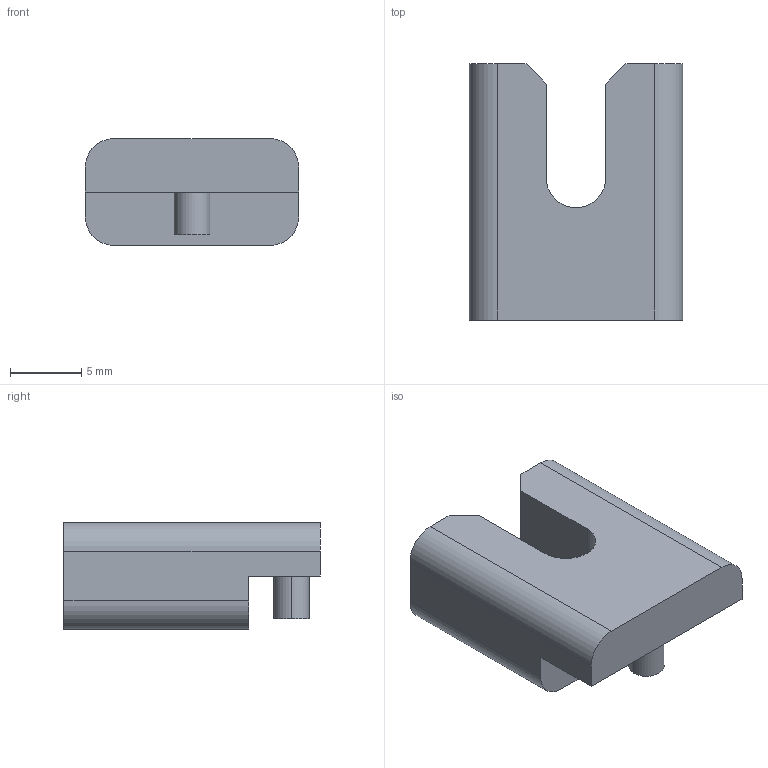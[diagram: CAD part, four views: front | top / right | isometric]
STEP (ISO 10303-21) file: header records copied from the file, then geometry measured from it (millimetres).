
FILE_DESCRIPTION(('CATIA V5 STEP Exchange'),'2;1');
FILE_NAME('SP02_ALPHA_SEPA_LOQUET_RESSORT.stp','2025-06-30T17:18:27+00:00',('none'),('none'),'CATIA Version 5 Release 19 GA (IN-10)','CATIA V5 STEP AP203','none');
FILE_SCHEMA(('CONFIG_CONTROL_DESIGN'));
Length unit declared in the file: millimetre
Products named in the file (1): SP02_ALPHA_SEPA_LOQUET_RESSORT
Bounding box: 15 x 18 x 7.5 mm (x, y, z)
Volume: 1386.3 mm3; surface area: 1001.5 mm2
Topology: 1 solids, 1 shells, 21 faces, 54 edges, 36 vertices
Faces by surface type: plane 14, cylinder 7
Entity records: 660 total; most frequent: CARTESIAN_POINT 110, ORIENTED_EDGE 108, DIRECTION 92, EDGE_CURVE 54, VECTOR 40, LINE 40, VERTEX_POINT 36, AXIS2_PLACEMENT_3D 34
